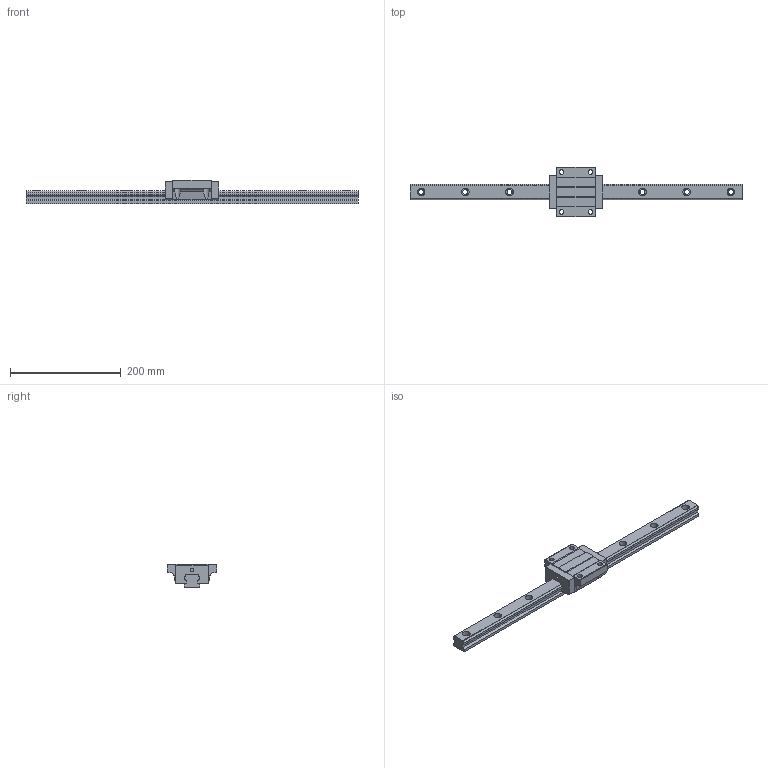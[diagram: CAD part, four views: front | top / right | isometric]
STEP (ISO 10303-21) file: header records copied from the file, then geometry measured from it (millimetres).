
FILE_DESCRIPTION (( 'STEP AP214' ), '1' );
FILE_NAME ('PBSA30NA.step', '2018-01-30T10:50:09', ( '' ), ( '' ), 'SwSTEP 2.0', 'SolidWorks 2017', '' );
FILE_SCHEMA (( 'AUTOMOTIVE_DESIGN' ));
Length unit declared in the file: millimetre
Products named in the file (1): PBSA30NA
Bounding box: 600 x 90 x 42 mm (x, y, z)
Surface area: 101120 mm2 (no closed solid volume)
Topology: 0 solids, 3 shells, 166 faces, 442 edges, 286 vertices
Faces by surface type: cylinder 94, plane 68, sphere 4
Entity records: 5377 total; most frequent: CARTESIAN_POINT 1075, DIRECTION 912, ORIENTED_EDGE 874, EDGE_CURVE 438, AXIS2_PLACEMENT_3D 331, VERTEX_POINT 286, LINE 250, VECTOR 250
